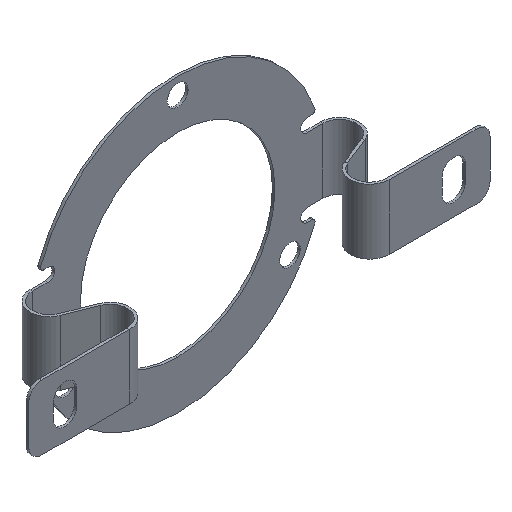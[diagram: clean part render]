
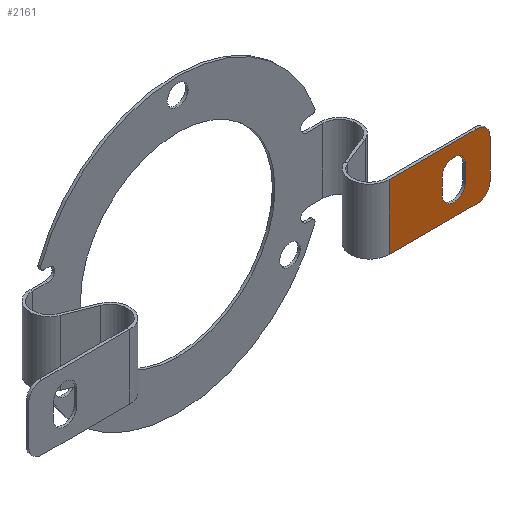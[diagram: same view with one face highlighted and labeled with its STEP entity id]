
A CAD part, isometric view. The second image highlights one B-rep face of the part: STEP entity #2161.
In plain terms, the highlighted planar face has unit normal (0, -1, 0).
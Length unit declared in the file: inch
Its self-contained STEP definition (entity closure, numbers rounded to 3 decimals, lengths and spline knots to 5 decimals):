
#63 = AXIS2_PLACEMENT_3D ( 'NONE', #2173, #2176, #2179 ) ;
#89 = ORIENTED_EDGE ( 'NONE', *, *, #1293, .T. ) ;
#110 = DIRECTION ( 'NONE',  ( 0., -1., 0. ) ) ;
#127 = CARTESIAN_POINT ( 'NONE',  ( 1.18016, -0.51181, -0.04724 ) ) ;
#149 = DIRECTION ( 'NONE',  ( 0., 0., -1. ) ) ;
#318 = CIRCLE ( 'NONE', #716, 1.11024 ) ;
#345 = VECTOR ( 'NONE', #1445, 39.37008 ) ;
#348 = CARTESIAN_POINT ( 'NONE',  ( 1.10935, -0.51181, -0.04441 ) ) ;
#361 = CARTESIAN_POINT ( 'NONE',  ( 1.40059, -0.51181, 0.11811 ) ) ;
#395 = VECTOR ( 'NONE', #1683, 39.37008 ) ;
#429 = VERTEX_POINT ( 'NONE', #942 ) ;
#434 = CARTESIAN_POINT ( 'NONE',  ( 1.18016, -0.51181, -0.11811 ) ) ;
#466 = VERTEX_POINT ( 'NONE', #745 ) ;
#520 = CARTESIAN_POINT ( 'NONE',  ( 1.40059, -0.51181, -0.11811 ) ) ;
#537 = AXIS2_PLACEMENT_3D ( 'NONE', #2208, #705, #703 ) ;
#556 = VERTEX_POINT ( 'NONE', #1034 ) ;
#567 = VERTEX_POINT ( 'NONE', #361 ) ;
#601 = VERTEX_POINT ( 'NONE', #348 ) ;
#613 = EDGE_CURVE ( 'NONE', #601, #936, #1609, .T. ) ;
#679 = CIRCLE ( 'NONE', #1202, 0.07087 ) ;
#703 = DIRECTION ( 'NONE',  ( 0., 0., 1. ) ) ;
#705 = DIRECTION ( 'NONE',  ( 0., 1., 0. ) ) ;
#708 = VERTEX_POINT ( 'NONE', #1267 ) ;
#715 = DIRECTION ( 'NONE',  ( 0., 0., 1. ) ) ;
#716 = AXIS2_PLACEMENT_3D ( 'NONE', #867, #872, #864 ) ;
#721 = DIRECTION ( 'NONE',  ( 0., -1., 0. ) ) ;
#724 = CARTESIAN_POINT ( 'NONE',  ( 1.32185, -0.51181, -0.11811 ) ) ;
#745 = CARTESIAN_POINT ( 'NONE',  ( 1.25097, -0.51181, -0.05008 ) ) ;
#774 = CARTESIAN_POINT ( 'NONE',  ( 1.32185, -0.51181, 0.11811 ) ) ;
#785 = DIRECTION ( 'NONE',  ( 0., 0., 1. ) ) ;
#786 = DIRECTION ( 'NONE',  ( 0., -1., 0. ) ) ;
#789 = EDGE_CURVE ( 'NONE', #429, #1936, #1539, .T. ) ;
#823 = CARTESIAN_POINT ( 'NONE',  ( 1.18016, -0.51181, -0.04724 ) ) ;
#829 = DIRECTION ( 'NONE',  ( 0., 0., -1. ) ) ;
#864 = DIRECTION ( 'NONE',  ( 0., 0., 1. ) ) ;
#867 = CARTESIAN_POINT ( 'NONE',  ( 0., -0.51181, 0. ) ) ;
#872 = DIRECTION ( 'NONE',  ( 0., 1., 0. ) ) ;
#897 = LINE ( 'NONE', #1439, #395 ) ;
#936 = VERTEX_POINT ( 'NONE', #434 ) ;
#942 = CARTESIAN_POINT ( 'NONE',  ( 1.25097, -0.51181, 0.05008 ) ) ;
#945 = EDGE_CURVE ( 'NONE', #567, #1326, #1920, .T. ) ;
#947 = VECTOR ( 'NONE', #2261, 39.37008 ) ;
#973 = VERTEX_POINT ( 'NONE', #520 ) ;
#1006 = LINE ( 'NONE', #1866, #947 ) ;
#1034 = CARTESIAN_POINT ( 'NONE',  ( 1.32185, -0.51181, -0.19685 ) ) ;
#1075 = AXIS2_PLACEMENT_3D ( 'NONE', #774, #786, #785 ) ;
#1190 = VERTEX_POINT ( 'NONE', #2126 ) ;
#1201 = ORIENTED_EDGE ( 'NONE', *, *, #1942, .T. ) ;
#1202 = AXIS2_PLACEMENT_3D ( 'NONE', #823, #1916, #829 ) ;
#1260 = VECTOR ( 'NONE', #1725, 39.37008 ) ;
#1263 = ORIENTED_EDGE ( 'NONE', *, *, #945, .T. ) ;
#1267 = CARTESIAN_POINT ( 'NONE',  ( 0.7874, -0.51181, 0.19685 ) ) ;
#1293 = EDGE_CURVE ( 'NONE', #708, #1190, #897, .T. ) ;
#1307 = EDGE_LOOP ( 'NONE', ( #1423, #1342, #1340, #1263, #1201, #89 ) ) ;
#1326 = VERTEX_POINT ( 'NONE', #1717 ) ;
#1340 = ORIENTED_EDGE ( 'NONE', *, *, #1346, .F. ) ;
#1342 = ORIENTED_EDGE ( 'NONE', *, *, #2155, .T. ) ;
#1346 = EDGE_CURVE ( 'NONE', #567, #973, #2138, .T. ) ;
#1349 = AXIS2_PLACEMENT_3D ( 'NONE', #127, #110, #149 ) ;
#1423 = ORIENTED_EDGE ( 'NONE', *, *, #1898, .F. ) ;
#1439 = CARTESIAN_POINT ( 'NONE',  ( 0.7874, -0.51181, -0.19685 ) ) ;
#1445 = DIRECTION ( 'NONE',  ( -1., 0., 0. ) ) ;
#1466 = FACE_BOUND ( 'NONE', #1682, .T. ) ;
#1486 = CARTESIAN_POINT ( 'NONE',  ( 1.40059, -0.51181, 0.19685 ) ) ;
#1496 = CARTESIAN_POINT ( 'NONE',  ( 1.10935, -0.51181, 0.04441 ) ) ;
#1515 = ORIENTED_EDGE ( 'NONE', *, *, #789, .F. ) ;
#1538 = DIRECTION ( 'NONE',  ( 0., 0., -1. ) ) ;
#1539 = CIRCLE ( 'NONE', #63, 0.07087 ) ;
#1552 = FACE_OUTER_BOUND ( 'NONE', #1307, .T. ) ;
#1576 = CARTESIAN_POINT ( 'NONE',  ( 0., -0.51181, 0. ) ) ;
#1585 = ORIENTED_EDGE ( 'NONE', *, *, #2094, .F. ) ;
#1591 = DIRECTION ( 'NONE',  ( 0., -1., 0. ) ) ;
#1608 = ORIENTED_EDGE ( 'NONE', *, *, #613, .F. ) ;
#1609 = CIRCLE ( 'NONE', #1349, 0.07087 ) ;
#1657 = ORIENTED_EDGE ( 'NONE', *, *, #2103, .F. ) ;
#1659 = ORIENTED_EDGE ( 'NONE', *, *, #1928, .F. ) ;
#1681 = LINE ( 'NONE', #1486, #345 ) ;
#1682 = EDGE_LOOP ( 'NONE', ( #1659, #1657, #1608, #1585, #1515 ) ) ;
#1683 = DIRECTION ( 'NONE',  ( 0., 0., -1. ) ) ;
#1717 = CARTESIAN_POINT ( 'NONE',  ( 1.32185, -0.51181, 0.19685 ) ) ;
#1725 = DIRECTION ( 'NONE',  ( 0., 0., -1. ) ) ;
#1751 = CARTESIAN_POINT ( 'NONE',  ( 1.40059, -0.51181, -0.19685 ) ) ;
#1866 = CARTESIAN_POINT ( 'NONE',  ( 1.40059, -0.51181, -0.19685 ) ) ;
#1882 = CIRCLE ( 'NONE', #2099, 0.07874 ) ;
#1898 = EDGE_CURVE ( 'NONE', #556, #1190, #1006, .T. ) ;
#1916 = DIRECTION ( 'NONE',  ( 0., -1., 0. ) ) ;
#1920 = CIRCLE ( 'NONE', #1075, 0.07874 ) ;
#1928 = EDGE_CURVE ( 'NONE', #466, #429, #2305, .T. ) ;
#1936 = VERTEX_POINT ( 'NONE', #1496 ) ;
#1942 = EDGE_CURVE ( 'NONE', #1326, #708, #1681, .T. ) ;
#2094 = EDGE_CURVE ( 'NONE', #1936, #601, #318, .T. ) ;
#2099 = AXIS2_PLACEMENT_3D ( 'NONE', #724, #721, #715 ) ;
#2103 = EDGE_CURVE ( 'NONE', #936, #466, #679, .T. ) ;
#2126 = CARTESIAN_POINT ( 'NONE',  ( 0.7874, -0.51181, -0.19685 ) ) ;
#2138 = LINE ( 'NONE', #1751, #1260 ) ;
#2155 = EDGE_CURVE ( 'NONE', #556, #973, #1882, .T. ) ;
#2161 = ADVANCED_FACE ( 'NONE', ( #1466, #1552 ), #2184, .F. ) ;
#2173 = CARTESIAN_POINT ( 'NONE',  ( 1.18016, -0.51181, 0.04724 ) ) ;
#2176 = DIRECTION ( 'NONE',  ( 0., -1., 0. ) ) ;
#2179 = DIRECTION ( 'NONE',  ( 0., 0., -1. ) ) ;
#2181 = AXIS2_PLACEMENT_3D ( 'NONE', #1576, #1591, #1538 ) ;
#2184 = PLANE ( 'NONE',  #537 ) ;
#2208 = CARTESIAN_POINT ( 'NONE',  ( 1.40059, -0.51181, -0.19685 ) ) ;
#2261 = DIRECTION ( 'NONE',  ( -1., 0., 0. ) ) ;
#2305 = CIRCLE ( 'NONE', #2181, 1.25197 ) ;
